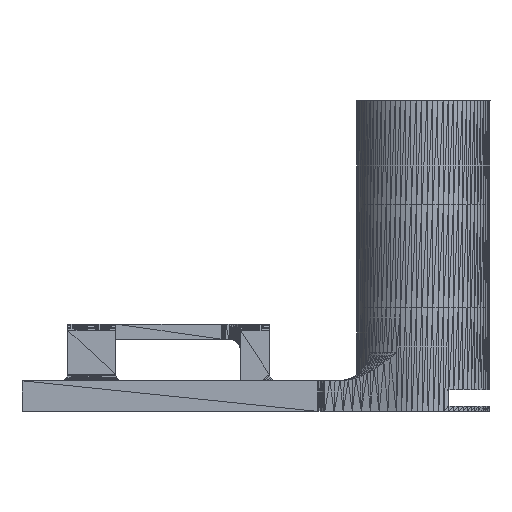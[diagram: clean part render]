
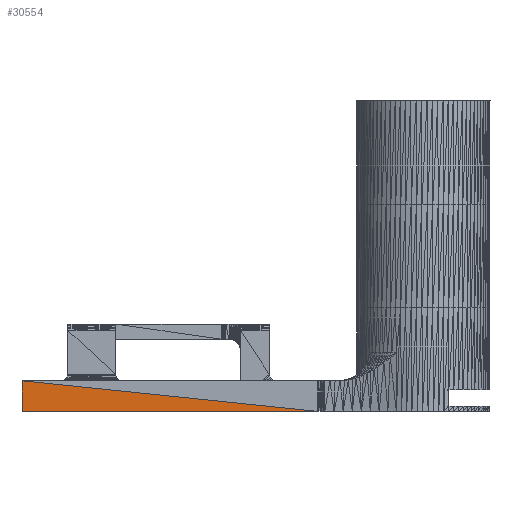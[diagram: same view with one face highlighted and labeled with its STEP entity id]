
A CAD part, front view. The second image highlights one B-rep face of the part: STEP entity #30554.
In plain terms, the highlighted planar face has unit normal (0, -1, 0).
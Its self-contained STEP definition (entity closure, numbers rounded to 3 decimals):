
#6736 = VERTEX_POINT('',#6737);
#6737 = CARTESIAN_POINT('',(-10.152,20.642,
    -23.599));
#30504 = VERTEX_POINT('',#30505);
#30505 = CARTESIAN_POINT('',(47.784,20.642,
    -29.599));
#30544 = EDGE_CURVE('',#6736,#30504,#30545,.T.);
#30545 = LINE('',#30546,#30547);
#30546 = CARTESIAN_POINT('',(-10.152,20.642,
    -23.599));
#30547 = VECTOR('',#30548,1.);
#30548 = DIRECTION('',(0.995,0.,-0.103));
#30554 = ADVANCED_FACE('',(#30555),#30572,.T.);
#30555 = FACE_BOUND('',#30556,.T.);
#30556 = EDGE_LOOP('',(#30557,#30565,#30566));
#30557 = ORIENTED_EDGE('',*,*,#30558,.T.);
#30558 = EDGE_CURVE('',#30559,#30504,#30561,.T.);
#30559 = VERTEX_POINT('',#30560);
#30560 = CARTESIAN_POINT('',(-10.152,20.642,
    -29.599));
#30561 = LINE('',#30562,#30563);
#30562 = CARTESIAN_POINT('',(-10.152,20.642,
    -29.599));
#30563 = VECTOR('',#30564,1.);
#30564 = DIRECTION('',(1.,0.,0.));
#30565 = ORIENTED_EDGE('',*,*,#30544,.F.);
#30566 = ORIENTED_EDGE('',*,*,#30567,.T.);
#30567 = EDGE_CURVE('',#6736,#30559,#30568,.T.);
#30568 = LINE('',#30569,#30570);
#30569 = CARTESIAN_POINT('',(-10.152,20.642,
    -23.599));
#30570 = VECTOR('',#30571,1.);
#30571 = DIRECTION('',(0.,0.,-1.));
#30572 = PLANE('',#30573);
#30573 = AXIS2_PLACEMENT_3D('',#30574,#30575,#30576);
#30574 = CARTESIAN_POINT('',(17.393,20.642,
    -28.021));
#30575 = DIRECTION('',(-0.,-1.,-0.));
#30576 = DIRECTION('',(0.,0.,-1.));
